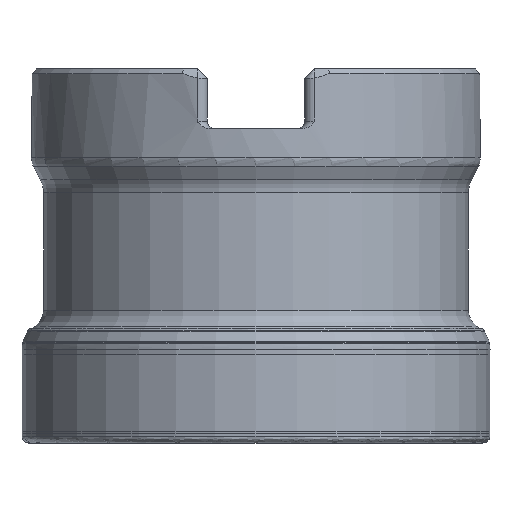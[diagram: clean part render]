
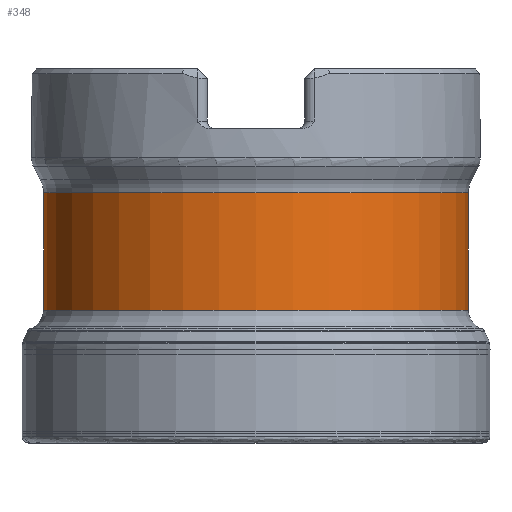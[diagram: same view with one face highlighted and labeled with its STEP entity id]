
A CAD part, front view. The second image highlights one B-rep face of the part: STEP entity #348.
In plain terms, the highlighted cylindrical face has radius 22.7 mm (diameter 45.4 mm), a full revolution.
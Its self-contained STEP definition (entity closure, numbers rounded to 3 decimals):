
#118=CYLINDRICAL_SURFACE('',#1795,22.7);
#348=ADVANCED_FACE('',(#649,#650),#118,.T.);
#649=FACE_BOUND('',#792,.T.);
#650=FACE_BOUND('',#793,.T.);
#792=EDGE_LOOP('',(#1008));
#793=EDGE_LOOP('',(#1009));
#1008=ORIENTED_EDGE('',*,*,#1495,.T.);
#1009=ORIENTED_EDGE('',*,*,#1496,.T.);
#1347=VERTEX_POINT('',#2997);
#1348=VERTEX_POINT('',#2999);
#1495=EDGE_CURVE('',#1347,#1347,#1668,.T.);
#1496=EDGE_CURVE('',#1348,#1348,#1669,.T.);
#1668=CIRCLE('',#1793,22.7);
#1669=CIRCLE('',#1794,22.7);
#1793=AXIS2_PLACEMENT_3D('',#2996,#2114,#2115);
#1794=AXIS2_PLACEMENT_3D('',#2998,#2116,#2117);
#1795=AXIS2_PLACEMENT_3D('',#3000,#2118,#2119);
#2114=DIRECTION('',(0.,0.,1.));
#2115=DIRECTION('',(1.,0.,0.));
#2116=DIRECTION('',(0.,0.,-1.));
#2117=DIRECTION('',(1.,0.,0.));
#2118=DIRECTION('',(0.,0.,1.));
#2119=DIRECTION('',(1.,0.,0.));
#2996=CARTESIAN_POINT('',(0.,0.,-25.801));
#2997=CARTESIAN_POINT('',(22.7,0.,-25.801));
#2998=CARTESIAN_POINT('',(0.,0.,-13.233));
#2999=CARTESIAN_POINT('',(22.7,0.,-13.233));
#3000=CARTESIAN_POINT('',(0.,0.,0.));
